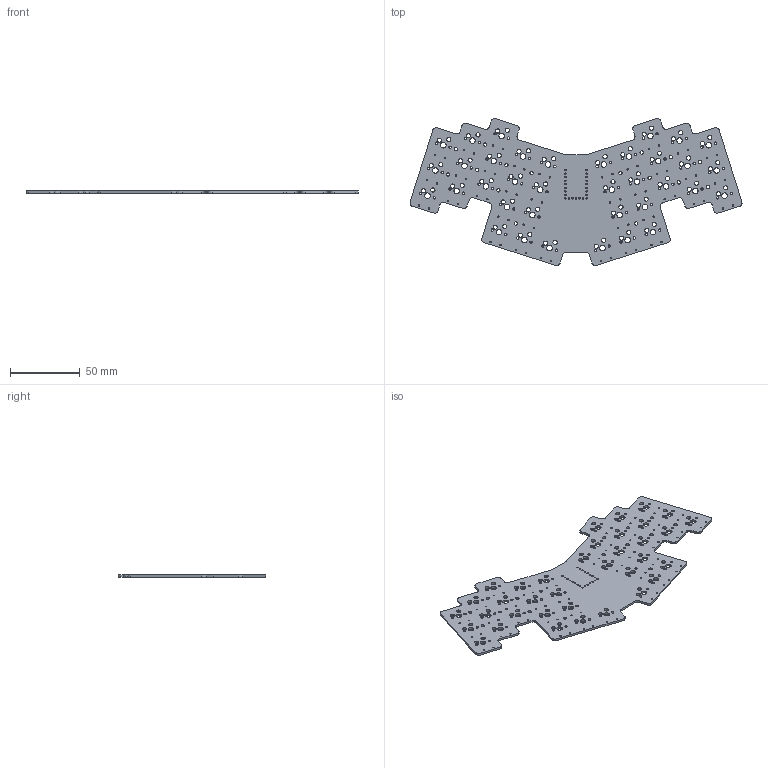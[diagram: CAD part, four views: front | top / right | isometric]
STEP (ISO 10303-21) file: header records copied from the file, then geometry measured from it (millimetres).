
FILE_DESCRIPTION(('KiCad electronic assembly'),'2;1');
FILE_NAME('wired_pcb_ergo_wip.step','2025-08-07T16:21:54',('Pcbnew'),( 'Kicad'),'Open CASCADE STEP processor 7.8','KiCad to STEP converter' ,'Unknown');
FILE_SCHEMA(('AUTOMOTIVE_DESIGN { 1 0 10303 214 1 1 1 1 }'));
Length unit declared in the file: millimetre
Products named in the file (2): wired_pcb_ergo_wip 1; wired_pcb_ergo_wip_PCB
Assembly tree (1 placements, depth 2):
  wired_pcb_ergo_wip 1
    wired_pcb_ergo_wip_PCB
Bounding box: 238.56 x 105.63 x 1.51 mm (x, y, z)
Volume: 22035.2 mm3; surface area: 33181.6 mm2
Topology: 1 solids, 1 shells, 361 faces, 1077 edges, 718 vertices
Faces by surface type: cylinder 325, plane 36
Full cylindrical faces by diameter (mm): 0.991 x72, 1 x23, 1.702 x72, 2.381 x16, 3 x72, 3.988 x36
Entity records: 13722 total; most frequent: DIRECTION 2453, CARTESIAN_POINT 2158, ORIENTED_EDGE 2154, EDGE_CURVE 1077, AXIS2_PLACEMENT_3D 1013, FACE_BOUND 943, EDGE_LOOP 943, VERTEX_POINT 718
